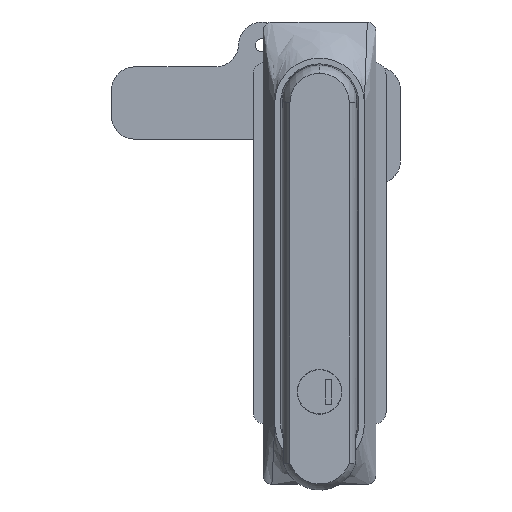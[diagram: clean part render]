
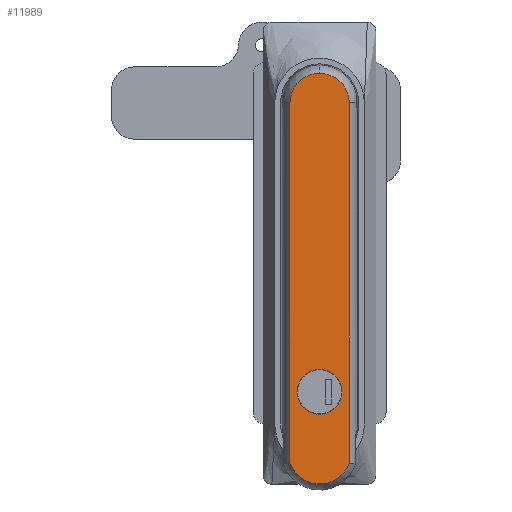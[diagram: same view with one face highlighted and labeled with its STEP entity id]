
A CAD part, top view. The second image highlights one B-rep face of the part: STEP entity #11989.
In plain terms, the highlighted planar face has unit normal (0, 0, 1).
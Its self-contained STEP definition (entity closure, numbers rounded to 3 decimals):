
#198 = EDGE_CURVE ( 'NONE', #14868, #6954, #16206, .T. ) ;
#419 = CARTESIAN_POINT ( 'NONE',  ( 10.247, 0., 8. ) ) ;
#598 = CARTESIAN_POINT ( 'NONE',  ( 7.75, -100., 8. ) ) ;
#644 = DIRECTION ( 'NONE',  ( 1., 0., 0. ) ) ;
#1196 = CARTESIAN_POINT ( 'NONE',  ( 0., -100., 8. ) ) ;
#1687 = CARTESIAN_POINT ( 'NONE',  ( -10.247, -131., 8. ) ) ;
#2044 = VERTEX_POINT ( 'NONE', #598 ) ;
#2758 = DIRECTION ( 'NONE',  ( 1., 0., 0. ) ) ;
#2905 = AXIS2_PLACEMENT_3D ( 'NONE', #8813, #19697, #10396 ) ;
#2998 = CARTESIAN_POINT ( 'NONE',  ( 0., -100., 8. ) ) ;
#3024 = EDGE_CURVE ( 'NONE', #2044, #18452, #14673, .T. ) ;
#3032 = ORIENTED_EDGE ( 'NONE', *, *, #11015, .T. ) ;
#3217 = AXIS2_PLACEMENT_3D ( 'NONE', #2998, #13884, #4566 ) ;
#3335 = CARTESIAN_POINT ( 'NONE',  ( -10.247, 0., 8. ) ) ;
#3855 = EDGE_LOOP ( 'NONE', ( #14146, #7648 ) ) ;
#4566 = DIRECTION ( 'NONE',  ( 1., 0., 0. ) ) ;
#4696 = EDGE_CURVE ( 'NONE', #10431, #13202, #16584, .T. ) ;
#4813 = DIRECTION ( 'NONE',  ( 0., 1., 0. ) ) ;
#5876 = LINE ( 'NONE', #18122, #9564 ) ;
#5891 = DIRECTION ( 'NONE',  ( 0., 0., 1. ) ) ;
#6375 = DIRECTION ( 'NONE',  ( 1., 0., 0. ) ) ;
#6490 = AXIS2_PLACEMENT_3D ( 'NONE', #1196, #12103, #2758 ) ;
#6723 = CARTESIAN_POINT ( 'NONE',  ( 10.247, -124.65, 8. ) ) ;
#6954 = VERTEX_POINT ( 'NONE', #3335 ) ;
#7419 = FACE_BOUND ( 'NONE', #3855, .T. ) ;
#7648 = ORIENTED_EDGE ( 'NONE', *, *, #19727, .F. ) ;
#8471 = EDGE_LOOP ( 'NONE', ( #3032, #9521, #11651, #19260, #9653 ) ) ;
#8813 = CARTESIAN_POINT ( 'NONE',  ( 0., 0., 8. ) ) ;
#8999 = CARTESIAN_POINT ( 'NONE',  ( -10.247, -124.65, 8. ) ) ;
#9521 = ORIENTED_EDGE ( 'NONE', *, *, #198, .T. ) ;
#9564 = VECTOR ( 'NONE', #10386, 1000. ) ;
#9653 = ORIENTED_EDGE ( 'NONE', *, *, #13955, .F. ) ;
#9992 = DIRECTION ( 'NONE',  ( 0., 0., 1. ) ) ;
#10276 = AXIS2_PLACEMENT_3D ( 'NONE', #14117, #15706, #6375 ) ;
#10386 = DIRECTION ( 'NONE',  ( 0., -1., 0. ) ) ;
#10396 = DIRECTION ( 'NONE',  ( 1., 0., 0. ) ) ;
#10431 = VERTEX_POINT ( 'NONE', #8999 ) ;
#10761 = VECTOR ( 'NONE', #4813, 1000. ) ;
#11015 = EDGE_CURVE ( 'NONE', #19029, #14868, #19619, .T. ) ;
#11038 = CARTESIAN_POINT ( 'NONE',  ( 0., 10.247, 8. ) ) ;
#11555 = FACE_OUTER_BOUND ( 'NONE', #8471, .T. ) ;
#11651 = ORIENTED_EDGE ( 'NONE', *, *, #17726, .F. ) ;
#11986 = CARTESIAN_POINT ( 'NONE',  ( -7.75, -100., 8. ) ) ;
#11989 = ADVANCED_FACE ( 'NONE', ( #11555, #7419 ), #17197, .T. ) ;
#12103 = DIRECTION ( 'NONE',  ( 0., 0., 1. ) ) ;
#13202 = VERTEX_POINT ( 'NONE', #6723 ) ;
#13884 = DIRECTION ( 'NONE',  ( 0., 0., 1. ) ) ;
#13955 = EDGE_CURVE ( 'NONE', #19029, #13202, #5876, .T. ) ;
#14117 = CARTESIAN_POINT ( 'NONE',  ( 0., -121., 8. ) ) ;
#14146 = ORIENTED_EDGE ( 'NONE', *, *, #3024, .F. ) ;
#14320 = CIRCLE ( 'NONE', #6490, 7.75 ) ;
#14673 = CIRCLE ( 'NONE', #3217, 7.75 ) ;
#14867 = LINE ( 'NONE', #1687, #10761 ) ;
#14868 = VERTEX_POINT ( 'NONE', #11038 ) ;
#15217 = CARTESIAN_POINT ( 'NONE',  ( 0., -121., 8. ) ) ;
#15706 = DIRECTION ( 'NONE',  ( 0., 0., 1. ) ) ;
#16206 = CIRCLE ( 'NONE', #2905, 10.247 ) ;
#16584 = CIRCLE ( 'NONE', #19024, 10.878 ) ;
#16787 = DIRECTION ( 'NONE',  ( 1., 0., 0. ) ) ;
#17197 = PLANE ( 'NONE',  #10276 ) ;
#17726 = EDGE_CURVE ( 'NONE', #10431, #6954, #14867, .T. ) ;
#18122 = CARTESIAN_POINT ( 'NONE',  ( 10.247, -131., 8. ) ) ;
#18452 = VERTEX_POINT ( 'NONE', #11986 ) ;
#19024 = AXIS2_PLACEMENT_3D ( 'NONE', #15217, #5891, #16787 ) ;
#19029 = VERTEX_POINT ( 'NONE', #419 ) ;
#19260 = ORIENTED_EDGE ( 'NONE', *, *, #4696, .T. ) ;
#19307 = CARTESIAN_POINT ( 'NONE',  ( 0., 0., 8. ) ) ;
#19619 = CIRCLE ( 'NONE', #20187, 10.247 ) ;
#19697 = DIRECTION ( 'NONE',  ( 0., 0., 1. ) ) ;
#19727 = EDGE_CURVE ( 'NONE', #18452, #2044, #14320, .T. ) ;
#20187 = AXIS2_PLACEMENT_3D ( 'NONE', #19307, #9992, #644 ) ;
